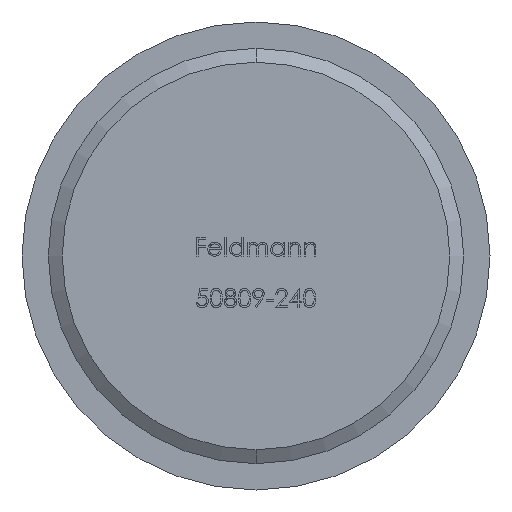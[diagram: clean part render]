
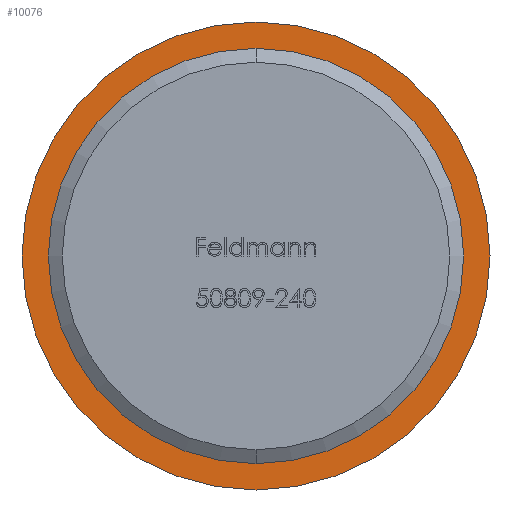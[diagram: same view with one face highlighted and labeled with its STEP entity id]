
A CAD part, front view. The second image highlights one B-rep face of the part: STEP entity #10076.
In plain terms, the highlighted planar face has unit normal (0, -1, 0).
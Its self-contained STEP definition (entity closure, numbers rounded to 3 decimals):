
#140 = CARTESIAN_POINT ( 'NONE',  ( 0., 4.5, 0. ) ) ;
#181 = VERTEX_POINT ( 'NONE', #6995 ) ;
#211 = VERTEX_POINT ( 'NONE', #13561 ) ;
#926 = FACE_OUTER_BOUND ( 'NONE', #8225, .T. ) ;
#1452 = PLANE ( 'NONE',  #2587 ) ;
#1524 = ORIENTED_EDGE ( 'NONE', *, *, #10445, .T. ) ;
#1637 = FACE_BOUND ( 'NONE', #6013, .T. ) ;
#1647 = EDGE_CURVE ( 'NONE', #181, #211, #14008, .T. ) ;
#1935 = DIRECTION ( 'NONE',  ( 0., 1., 0. ) ) ;
#2030 = CARTESIAN_POINT ( 'NONE',  ( 0., 4.5, 0. ) ) ;
#2040 = ORIENTED_EDGE ( 'NONE', *, *, #1647, .T. ) ;
#2547 = ORIENTED_EDGE ( 'NONE', *, *, #12568, .F. ) ;
#2587 = AXIS2_PLACEMENT_3D ( 'NONE', #13321, #9158, #12371 ) ;
#3188 = AXIS2_PLACEMENT_3D ( 'NONE', #4625, #8998, #3627 ) ;
#3627 = DIRECTION ( 'NONE',  ( 0., 0., 1. ) ) ;
#3701 = CIRCLE ( 'NONE', #11301, 13.95 ) ;
#3802 = CARTESIAN_POINT ( 'NONE',  ( 0., 4.5, 16.85 ) ) ;
#4220 = EDGE_CURVE ( 'NONE', #11063, #5942, #7186, .T. ) ;
#4226 = DIRECTION ( 'NONE',  ( 0., 0., 1. ) ) ;
#4471 = DIRECTION ( 'NONE',  ( 0., 1., 0. ) ) ;
#4625 = CARTESIAN_POINT ( 'NONE',  ( 0., 4.5, 0. ) ) ;
#5506 = AXIS2_PLACEMENT_3D ( 'NONE', #7959, #12193, #5698 ) ;
#5698 = DIRECTION ( 'NONE',  ( 0., 0., 1. ) ) ;
#5942 = VERTEX_POINT ( 'NONE', #8841 ) ;
#6013 = EDGE_LOOP ( 'NONE', ( #1524, #2040 ) ) ;
#6308 = AXIS2_PLACEMENT_3D ( 'NONE', #140, #4471, #6694 ) ;
#6694 = DIRECTION ( 'NONE',  ( 0., 0., 1. ) ) ;
#6995 = CARTESIAN_POINT ( 'NONE',  ( 0., 4.5, -13.95 ) ) ;
#7186 = CIRCLE ( 'NONE', #3188, 16.85 ) ;
#7959 = CARTESIAN_POINT ( 'NONE',  ( 0., 4.5, 0. ) ) ;
#8225 = EDGE_LOOP ( 'NONE', ( #9144, #2547 ) ) ;
#8370 = CIRCLE ( 'NONE', #5506, 16.85 ) ;
#8841 = CARTESIAN_POINT ( 'NONE',  ( 0., 4.5, -16.85 ) ) ;
#8998 = DIRECTION ( 'NONE',  ( 0., 1., 0. ) ) ;
#9144 = ORIENTED_EDGE ( 'NONE', *, *, #4220, .F. ) ;
#9158 = DIRECTION ( 'NONE',  ( 0., 1., 0. ) ) ;
#10076 = ADVANCED_FACE ( 'NONE', ( #926, #1637 ), #1452, .F. ) ;
#10445 = EDGE_CURVE ( 'NONE', #211, #181, #3701, .T. ) ;
#11063 = VERTEX_POINT ( 'NONE', #3802 ) ;
#11301 = AXIS2_PLACEMENT_3D ( 'NONE', #2030, #1935, #4226 ) ;
#12193 = DIRECTION ( 'NONE',  ( 0., 1., 0. ) ) ;
#12371 = DIRECTION ( 'NONE',  ( 0., 0., 1. ) ) ;
#12568 = EDGE_CURVE ( 'NONE', #5942, #11063, #8370, .T. ) ;
#13321 = CARTESIAN_POINT ( 'NONE',  ( 16.85, 4.5, 0. ) ) ;
#13561 = CARTESIAN_POINT ( 'NONE',  ( 0., 4.5, 13.95 ) ) ;
#14008 = CIRCLE ( 'NONE', #6308, 13.95 ) ;
